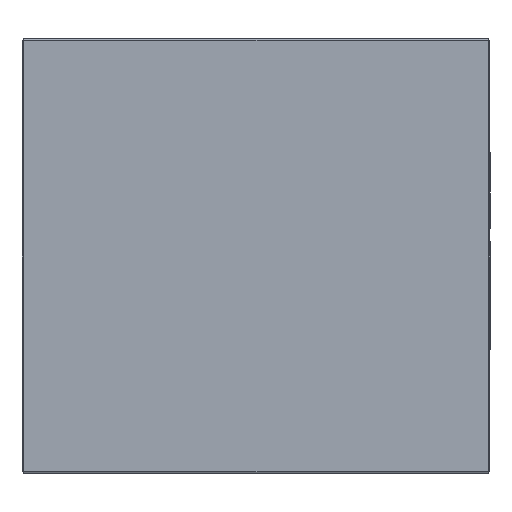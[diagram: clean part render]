
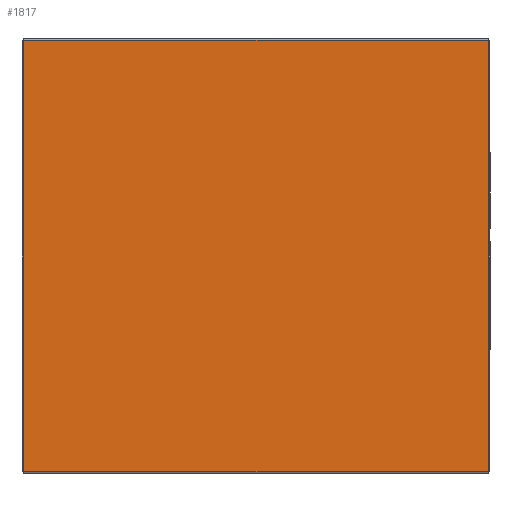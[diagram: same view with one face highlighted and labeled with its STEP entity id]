
A CAD part, front view. The second image highlights one B-rep face of the part: STEP entity #1817.
In plain terms, the highlighted planar face has unit normal (0, -1, 0).
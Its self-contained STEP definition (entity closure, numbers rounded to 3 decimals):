
#68 = CARTESIAN_POINT ( 'NONE',  ( 319.8, -1.2, -296.8 ) ) ;
#123 = VERTEX_POINT ( 'NONE', #68 ) ;
#159 = LINE ( 'NONE', #457, #3077 ) ;
#208 = CARTESIAN_POINT ( 'NONE',  ( 319.8, -1.2, 296.8 ) ) ;
#224 = LINE ( 'NONE', #914, #626 ) ;
#457 = CARTESIAN_POINT ( 'NONE',  ( -319.8, -1.2, -297. ) ) ;
#544 = VERTEX_POINT ( 'NONE', #2253 ) ;
#626 = VECTOR ( 'NONE', #906, 1000. ) ;
#655 = LINE ( 'NONE', #1336, #2402 ) ;
#793 = LINE ( 'NONE', #3344, #1236 ) ;
#850 = AXIS2_PLACEMENT_3D ( 'NONE', #1871, #1897, #1604 ) ;
#906 = DIRECTION ( 'NONE',  ( 0., 0., -1. ) ) ;
#914 = CARTESIAN_POINT ( 'NONE',  ( 319.8, -1.2, 297. ) ) ;
#1024 = FACE_OUTER_BOUND ( 'NONE', #2664, .T. ) ;
#1167 = EDGE_CURVE ( 'NONE', #1514, #123, #224, .T. ) ;
#1236 = VECTOR ( 'NONE', #1865, 1000. ) ;
#1336 = CARTESIAN_POINT ( 'NONE',  ( -319.8, -1.2, -296.8 ) ) ;
#1514 = VERTEX_POINT ( 'NONE', #208 ) ;
#1604 = DIRECTION ( 'NONE',  ( 0., 0., 1. ) ) ;
#1728 = ORIENTED_EDGE ( 'NONE', *, *, #2472, .T. ) ;
#1817 = ADVANCED_FACE ( 'NONE', ( #1024 ), #3284, .F. ) ;
#1865 = DIRECTION ( 'NONE',  ( -1., 0., 0. ) ) ;
#1871 = CARTESIAN_POINT ( 'NONE',  ( 0., -1.2, 0. ) ) ;
#1897 = DIRECTION ( 'NONE',  ( 0., 1., 0. ) ) ;
#2012 = ORIENTED_EDGE ( 'NONE', *, *, #2976, .T. ) ;
#2135 = DIRECTION ( 'NONE',  ( 0., 0., 1. ) ) ;
#2253 = CARTESIAN_POINT ( 'NONE',  ( -319.8, -1.2, -296.8 ) ) ;
#2402 = VECTOR ( 'NONE', #3366, 1000. ) ;
#2472 = EDGE_CURVE ( 'NONE', #1514, #3068, #793, .T. ) ;
#2499 = ORIENTED_EDGE ( 'NONE', *, *, #1167, .F. ) ;
#2664 = EDGE_LOOP ( 'NONE', ( #2012, #2499, #1728, #3471 ) ) ;
#2900 = EDGE_CURVE ( 'NONE', #544, #3068, #159, .T. ) ;
#2976 = EDGE_CURVE ( 'NONE', #544, #123, #655, .T. ) ;
#3068 = VERTEX_POINT ( 'NONE', #3620 ) ;
#3077 = VECTOR ( 'NONE', #2135, 1000. ) ;
#3284 = PLANE ( 'NONE',  #850 ) ;
#3344 = CARTESIAN_POINT ( 'NONE',  ( 319.8, -1.2, 296.8 ) ) ;
#3366 = DIRECTION ( 'NONE',  ( 1., 0., 0. ) ) ;
#3471 = ORIENTED_EDGE ( 'NONE', *, *, #2900, .F. ) ;
#3620 = CARTESIAN_POINT ( 'NONE',  ( -319.8, -1.2, 296.8 ) ) ;
